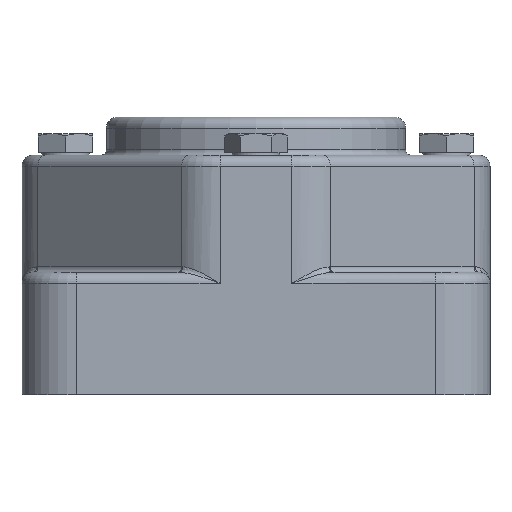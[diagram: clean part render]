
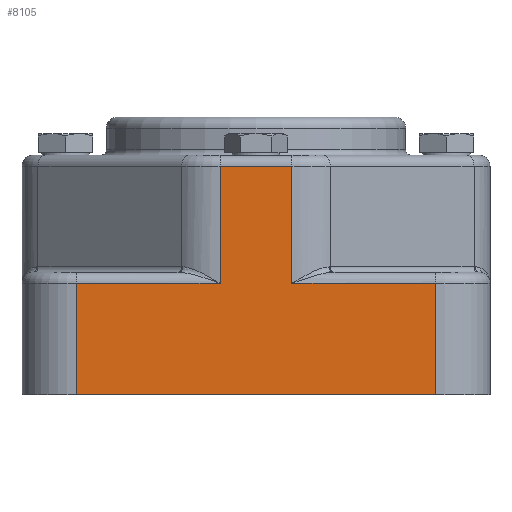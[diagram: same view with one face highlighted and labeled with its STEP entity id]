
A CAD part, front view. The second image highlights one B-rep face of the part: STEP entity #8105.
In plain terms, the highlighted planar face has unit normal (0, -1, 0).
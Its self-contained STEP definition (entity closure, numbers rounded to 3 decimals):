
#907=LINE($,#14067,#1240);
#912=LINE($,#14102,#1245);
#940=LINE($,#14234,#1273);
#941=LINE($,#14236,#1274);
#942=LINE($,#14238,#1275);
#943=LINE($,#14240,#1276);
#944=LINE($,#14242,#1277);
#945=LINE($,#14243,#1278);
#1240=VECTOR($,#10716,66.);
#1245=VECTOR($,#10755,20.5);
#1273=VECTOR($,#10847,26.402);
#1274=VECTOR($,#10848,20.5);
#1275=VECTOR($,#10849,26.402);
#1276=VECTOR($,#10850,21.5);
#1277=VECTOR($,#10851,13.196);
#1278=VECTOR($,#10852,21.5);
#1497=PLANE($,#8972);
#2265=FACE_OUTER_BOUND($,#2899,.T.);
#2899=EDGE_LOOP($,(#6870,#6871,#6872,#6873,#6874,#6875,#6876,#6877));
#4139=VERTEX_POINT($,#14064);
#4140=VERTEX_POINT($,#14066);
#4153=VERTEX_POINT($,#14099);
#4198=VERTEX_POINT($,#14233);
#4199=VERTEX_POINT($,#14235);
#4200=VERTEX_POINT($,#14237);
#4201=VERTEX_POINT($,#14239);
#4202=VERTEX_POINT($,#14241);
#5048=EDGE_CURVE($,#4140,#4139,#907,.T.);
#5064=EDGE_CURVE($,#4140,#4153,#912,.T.);
#5116=EDGE_CURVE($,#4153,#4198,#940,.T.);
#5117=EDGE_CURVE($,#4199,#4139,#941,.T.);
#5118=EDGE_CURVE($,#4200,#4199,#942,.T.);
#5119=EDGE_CURVE($,#4201,#4200,#943,.T.);
#5120=EDGE_CURVE($,#4202,#4201,#944,.T.);
#5121=EDGE_CURVE($,#4202,#4198,#945,.T.);
#6870=ORIENTED_EDGE($,*,*,#5116,.F.);
#6871=ORIENTED_EDGE($,*,*,#5064,.F.);
#6872=ORIENTED_EDGE($,*,*,#5048,.T.);
#6873=ORIENTED_EDGE($,*,*,#5117,.F.);
#6874=ORIENTED_EDGE($,*,*,#5118,.F.);
#6875=ORIENTED_EDGE($,*,*,#5119,.F.);
#6876=ORIENTED_EDGE($,*,*,#5120,.F.);
#6877=ORIENTED_EDGE($,*,*,#5121,.T.);
#8105=ADVANCED_FACE($,(#2265),#1497,.T.);
#8972=AXIS2_PLACEMENT_3D($,#14232,#10845,#10846);
#10716=DIRECTION($,(1.,0.,0.));
#10755=DIRECTION($,(0.,0.,1.));
#10845=DIRECTION('center_axis',(0.,-1.,0.));
#10846=DIRECTION('ref_axis',(0.,0.,-1.));
#10847=DIRECTION($,(1.,0.,0.));
#10848=DIRECTION($,(0.,0.,-1.));
#10849=DIRECTION($,(1.,0.,0.));
#10850=DIRECTION($,(0.,0.,-1.));
#10851=DIRECTION($,(1.,0.,0.));
#10852=DIRECTION($,(0.,0.,-1.));
#14064=CARTESIAN_POINT('',(33.,-43.,-22.5));
#14066=CARTESIAN_POINT('',(-33.,-43.,-22.5));
#14067=CARTESIAN_POINT($,(43.,-43.,-22.5));
#14099=CARTESIAN_POINT('',(-33.,-43.,-2.));
#14102=CARTESIAN_POINT($,(-33.,-43.,0.));
#14232=CARTESIAN_POINT('Origin',(-43.,-43.,0.));
#14233=CARTESIAN_POINT('',(-6.598,-43.,-2.));
#14234=CARTESIAN_POINT($,(-21.5,-43.,-2.));
#14235=CARTESIAN_POINT('',(33.,-43.,-2.));
#14236=CARTESIAN_POINT($,(33.,-43.,0.));
#14237=CARTESIAN_POINT('',(6.598,-43.,-2.));
#14238=CARTESIAN_POINT($,(-21.5,-43.,-2.));
#14239=CARTESIAN_POINT('',(6.598,-43.,19.5));
#14240=CARTESIAN_POINT($,(6.598,-43.,6.));
#14241=CARTESIAN_POINT('',(-6.598,-43.,19.5));
#14242=CARTESIAN_POINT($,(21.5,-43.,19.5));
#14243=CARTESIAN_POINT($,(-6.598,-43.,6.));
